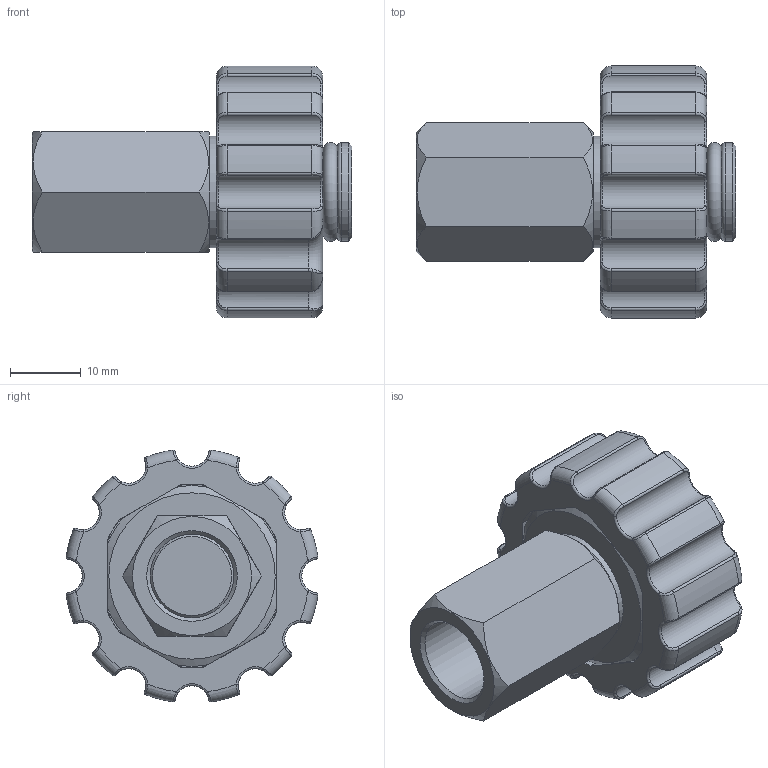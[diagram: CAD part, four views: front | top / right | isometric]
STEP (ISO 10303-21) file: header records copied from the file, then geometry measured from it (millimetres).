
FILE_DESCRIPTION(/* description */ ('Unknown'),/* implementation_level */ '2;1');
FILE_NAME(/* name */ '200040502',/* time_stamp */ '2020-11-04T09:40:07+01:00',/* author */ ('Unknown'),/* organization */ ('Unknown'),/* preprocessor_version */ 'ST-DEVELOPER v16.7',/* originating_system */ 'Solid Edge',/* authorisation */ 'Unknown');
FILE_SCHEMA (('AUTOMOTIVE_DESIGN {1 0 10303 214 3 1 1}'));
Length unit declared in the file: millimetre
Products named in the file (1): Part7
Bounding box: 45.1 x 35.59 x 35.59 mm (x, y, z)
Volume: 17222.4 mm3; surface area: 9271.7 mm2
Topology: 1 solids, 2 shells, 279 faces, 693 edges, 424 vertices
Faces by surface type: cylinder 85, plane 62, bspline 52, torus 51, cone 29
Full cylindrical faces by diameter (mm): 10.8 x2, 11 x1, 11.82 x2, 13.9 x2, 15.8 x1, 16.4 x1, 19 x1, 19.5 x1, 23.8 x1, 24.2 x1
Entity records: 10804 total; most frequent: CARTESIAN_POINT 2722, ORIENTED_EDGE 1298, DIRECTION 1240, EDGE_CURVE 649, AXIS2_PLACEMENT_3D 533, VERTEX_POINT 411, EDGE_LOOP 318, FACE_BOUND 318
